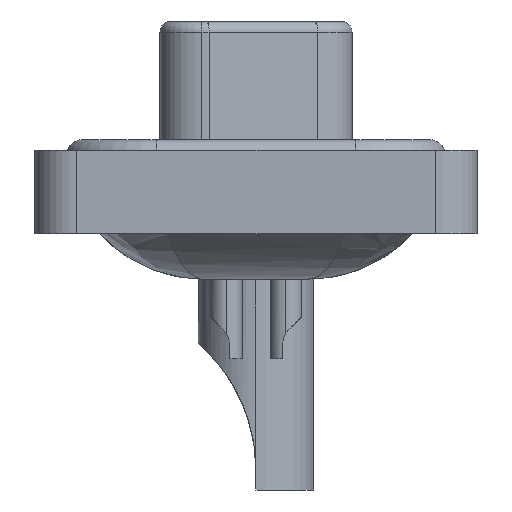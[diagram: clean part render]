
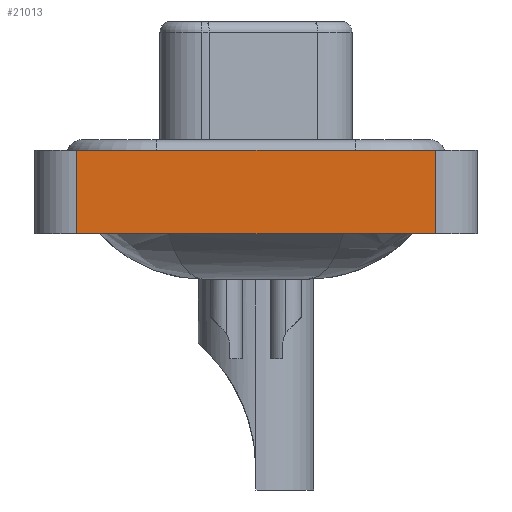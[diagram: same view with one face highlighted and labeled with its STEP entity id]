
A CAD part, left-side view. The second image highlights one B-rep face of the part: STEP entity #21013.
In plain terms, the highlighted planar face has unit normal (-1, 0, 0).
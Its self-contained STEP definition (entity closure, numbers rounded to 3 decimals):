
#568 = DIRECTION ( 'NONE',  ( 0., 0., 1. ) ) ;
#811 = CARTESIAN_POINT ( 'NONE',  ( -7.35, -8.55, -3.6 ) ) ;
#1161 = CARTESIAN_POINT ( 'NONE',  ( -7.35, 8.55, 0.4 ) ) ;
#1314 = CARTESIAN_POINT ( 'NONE',  ( -7.35, 8.55, -3.6 ) ) ;
#1319 = AXIS2_PLACEMENT_3D ( 'NONE', #811, #15960, #568 ) ;
#2126 = DIRECTION ( 'NONE',  ( 0., -1., 0. ) ) ;
#2672 = EDGE_CURVE ( 'NONE', #2769, #18400, #17581, .T. ) ;
#2686 = VECTOR ( 'NONE', #2126, 1000. ) ;
#2769 = VERTEX_POINT ( 'NONE', #12607 ) ;
#2788 = CARTESIAN_POINT ( 'NONE',  ( -7.35, -8.55, 0.4 ) ) ;
#3617 = CARTESIAN_POINT ( 'NONE',  ( -7.35, 8.55, -3.6 ) ) ;
#5315 = LINE ( 'NONE', #1314, #13839 ) ;
#5796 = VERTEX_POINT ( 'NONE', #3617 ) ;
#5928 = VECTOR ( 'NONE', #8171, 1000. ) ;
#5945 = EDGE_LOOP ( 'NONE', ( #20234, #20740, #24152, #20416 ) ) ;
#6334 = CARTESIAN_POINT ( 'NONE',  ( -7.35, -8.55, -3.6 ) ) ;
#6413 = PLANE ( 'NONE',  #1319 ) ;
#7677 = FACE_OUTER_BOUND ( 'NONE', #5945, .T. ) ;
#8057 = CARTESIAN_POINT ( 'NONE',  ( -7.35, -8.55, 0.4 ) ) ;
#8171 = DIRECTION ( 'NONE',  ( 0., -1., 0. ) ) ;
#8847 = EDGE_CURVE ( 'NONE', #5796, #2769, #19092, .T. ) ;
#9890 = LINE ( 'NONE', #8057, #5928 ) ;
#12022 = DIRECTION ( 'NONE',  ( 0., 0., 1. ) ) ;
#12607 = CARTESIAN_POINT ( 'NONE',  ( -7.35, -8.55, -3.6 ) ) ;
#12878 = DIRECTION ( 'NONE',  ( 0., 0., 1. ) ) ;
#13839 = VECTOR ( 'NONE', #12878, 1000. ) ;
#14697 = VECTOR ( 'NONE', #12022, 1000. ) ;
#15109 = EDGE_CURVE ( 'NONE', #5796, #21226, #5315, .T. ) ;
#15960 = DIRECTION ( 'NONE',  ( -1., 0., 0. ) ) ;
#17581 = LINE ( 'NONE', #6334, #14697 ) ;
#18400 = VERTEX_POINT ( 'NONE', #2788 ) ;
#19092 = LINE ( 'NONE', #23141, #2686 ) ;
#20234 = ORIENTED_EDGE ( 'NONE', *, *, #2672, .T. ) ;
#20416 = ORIENTED_EDGE ( 'NONE', *, *, #8847, .T. ) ;
#20740 = ORIENTED_EDGE ( 'NONE', *, *, #24393, .F. ) ;
#21013 = ADVANCED_FACE ( 'NONE', ( #7677 ), #6413, .T. ) ;
#21226 = VERTEX_POINT ( 'NONE', #1161 ) ;
#23141 = CARTESIAN_POINT ( 'NONE',  ( -7.35, -8.55, -3.6 ) ) ;
#24152 = ORIENTED_EDGE ( 'NONE', *, *, #15109, .F. ) ;
#24393 = EDGE_CURVE ( 'NONE', #21226, #18400, #9890, .T. ) ;
